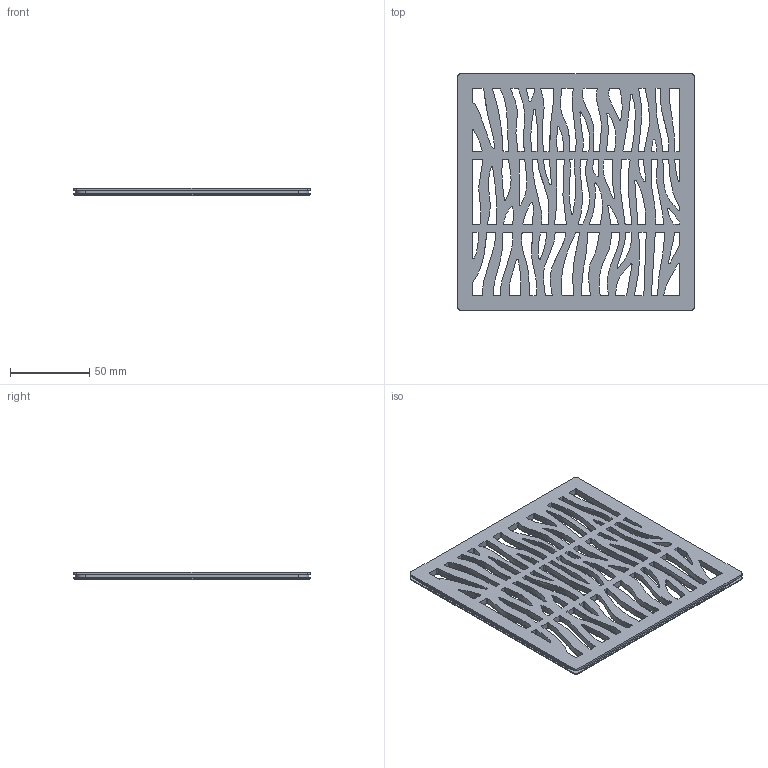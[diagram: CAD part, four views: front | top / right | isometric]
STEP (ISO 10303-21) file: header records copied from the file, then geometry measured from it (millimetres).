
FILE_DESCRIPTION((''),'2;1');
FILE_NAME('51041','2021-09-17T14:40:09',('rsmith'),(''),'CREO PARAMETRIC BY PTC INC, 2018400','CREO PARAMETRIC BY PTC INC, 2018400','');
FILE_SCHEMA(('AUTOMOTIVE_DESIGN { 1 0 10303 214 1 1 1 1 }'));
Products named in the file (1): 51041
Bounding box: 149.73 x 149.73 x 4.78 mm (x, y, z)
Volume: 66359.9 mm3; surface area: 49959.3 mm2
Topology: 1 solids, 1 shells, 820 faces, 2049 edges, 1233 vertices
Faces by surface type: bspline 580, cylinder 118, plane 112, cone 7, torus 3
Entity records: 64557 total; most frequent: CARTESIAN_POINT 43000, ORIENTED_EDGE 4098, PRESENTATION_STYLE_ASSIGNMENT 2050, STYLED_ITEM 2050, CURVE_STYLE 2049, EDGE_CURVE 2049, DIRECTION 1702, B_SPLINE_CURVE_WITH_KNOTS 1256
